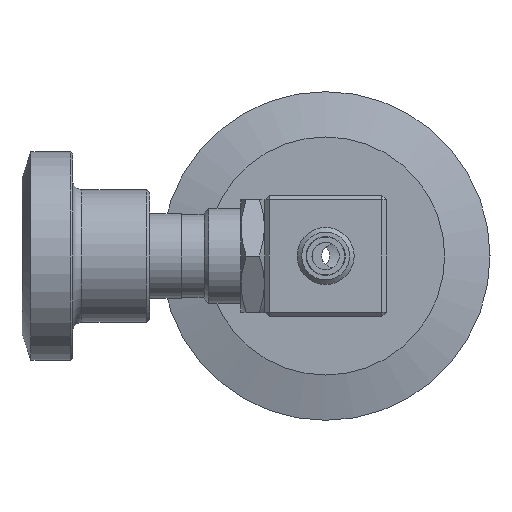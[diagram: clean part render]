
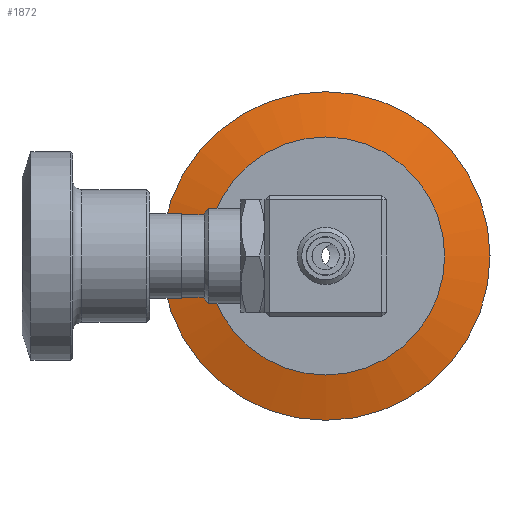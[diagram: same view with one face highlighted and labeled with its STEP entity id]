
A CAD part, left-side view. The second image highlights one B-rep face of the part: STEP entity #1872.
In plain terms, the highlighted conical face has half-angle 75 degrees and reference radius 23.704 mm.
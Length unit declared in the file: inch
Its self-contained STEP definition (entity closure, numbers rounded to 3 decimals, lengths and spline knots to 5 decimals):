
#293=CONICAL_SURFACE('',#2083,0.93322,1.309);
#344=FACE_BOUND('',#659,.T.);
#488=FACE_OUTER_BOUND('',#658,.T.);
#658=EDGE_LOOP('',(#1540));
#659=EDGE_LOOP('',(#1541));
#742=CIRCLE('',#2084,0.78394);
#743=CIRCLE('',#2085,1.0825);
#893=VERTEX_POINT('',#3190);
#894=VERTEX_POINT('',#3192);
#1111=EDGE_CURVE('',#893,#893,#742,.T.);
#1112=EDGE_CURVE('',#894,#894,#743,.T.);
#1540=ORIENTED_EDGE('',*,*,#1111,.F.);
#1541=ORIENTED_EDGE('',*,*,#1112,.F.);
#1872=ADVANCED_FACE('',(#488,#344),#293,.T.);
#2083=AXIS2_PLACEMENT_3D('',#3189,#2590,#2591);
#2084=AXIS2_PLACEMENT_3D('',#3191,#2592,#2593);
#2085=AXIS2_PLACEMENT_3D('',#3193,#2594,#2595);
#2590=DIRECTION('center_axis',(1.,0.,0.));
#2591=DIRECTION('ref_axis',(0.,-1.,0.));
#2592=DIRECTION('center_axis',(-1.,0.,0.));
#2593=DIRECTION('ref_axis',(0.,-1.,0.));
#2594=DIRECTION('center_axis',(1.,0.,0.));
#2595=DIRECTION('ref_axis',(0.,0.,
-1.));
#3189=CARTESIAN_POINT('Origin',(1.1395,0.,0.));
#3190=CARTESIAN_POINT('',(1.0995,-0.78394,0.));
#3191=CARTESIAN_POINT('Origin',(1.0995,0.,0.));
#3192=CARTESIAN_POINT('',(1.1795,-1.0825,0.));
#3193=CARTESIAN_POINT('Origin',(1.1795,0.,0.));
